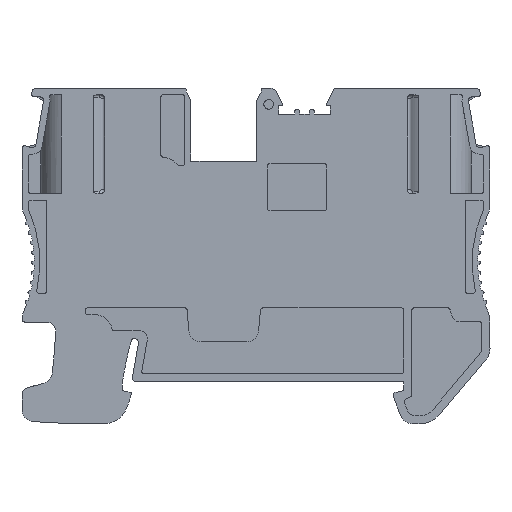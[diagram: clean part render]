
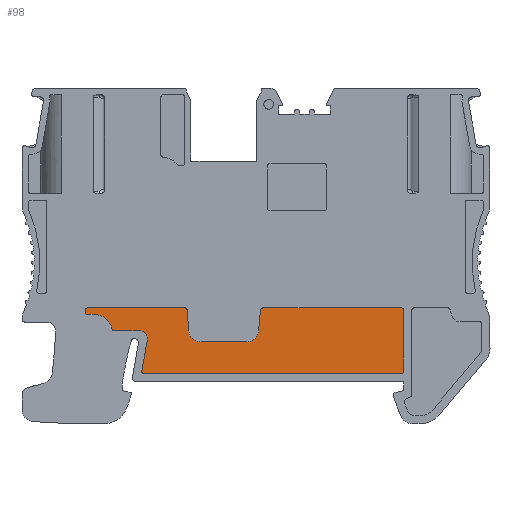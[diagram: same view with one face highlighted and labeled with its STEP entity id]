
A CAD part, left-side view. The second image highlights one B-rep face of the part: STEP entity #98.
In plain terms, the highlighted planar face has unit normal (-1, 0, 0).
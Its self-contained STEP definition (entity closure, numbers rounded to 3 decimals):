
#98=ADVANCED_FACE('',(#1260),#1262,.T.);
#1260=FACE_BOUND('',#1261,.T.);
#1261=EDGE_LOOP('',(#8774,#8775,#8776,#8777,#8778,#8779,#8780,#8781,#8782,#8783,
#8784,#8785,#8786,#8787,#8788,#8789,#8790,#8791,#8792,#8793,#8794,#8795,#8796));
#1262=PLANE('',#1263);
#1263=AXIS2_PLACEMENT_3D('',#1264,#1265,#1266);
#1264=CARTESIAN_POINT('',(-5.552,-54.216,7.624));
#1265=DIRECTION('',(-1.,0.,0.));
#1266=DIRECTION('',(0.,0.,1.));
#8774=ORIENTED_EDGE('',*,*,#13193,.F.);
#8775=ORIENTED_EDGE('',*,*,#13194,.T.);
#8776=ORIENTED_EDGE('',*,*,#13195,.F.);
#8777=ORIENTED_EDGE('',*,*,#13196,.T.);
#8778=ORIENTED_EDGE('',*,*,#13197,.F.);
#8779=ORIENTED_EDGE('',*,*,#13198,.F.);
#8780=ORIENTED_EDGE('',*,*,#13199,.F.);
#8781=ORIENTED_EDGE('',*,*,#13200,.F.);
#8782=ORIENTED_EDGE('',*,*,#13201,.F.);
#8783=ORIENTED_EDGE('',*,*,#13202,.F.);
#8784=ORIENTED_EDGE('',*,*,#12917,.T.);
#8785=ORIENTED_EDGE('',*,*,#13203,.T.);
#8786=ORIENTED_EDGE('',*,*,#13204,.T.);
#8787=ORIENTED_EDGE('',*,*,#13205,.T.);
#8788=ORIENTED_EDGE('',*,*,#13206,.T.);
#8789=ORIENTED_EDGE('',*,*,#13207,.F.);
#8790=ORIENTED_EDGE('',*,*,#13208,.T.);
#8791=ORIENTED_EDGE('',*,*,#13209,.T.);
#8792=ORIENTED_EDGE('',*,*,#13210,.T.);
#8793=ORIENTED_EDGE('',*,*,#13211,.T.);
#8794=ORIENTED_EDGE('',*,*,#13212,.T.);
#8795=ORIENTED_EDGE('',*,*,#13213,.T.);
#8796=ORIENTED_EDGE('',*,*,#13214,.T.);
#12917=EDGE_CURVE('',#15143,#15141,#15144,.T.);
#13193=EDGE_CURVE('',#15691,#15692,#15693,.T.);
#13194=EDGE_CURVE('',#15691,#15694,#15695,.T.);
#13195=EDGE_CURVE('',#15696,#15694,#15697,.T.);
#13196=EDGE_CURVE('',#15696,#15698,#15699,.T.);
#13197=EDGE_CURVE('',#15700,#15698,#15701,.T.);
#13198=EDGE_CURVE('',#15702,#15700,#15703,.T.);
#13199=EDGE_CURVE('',#15704,#15702,#15705,.T.);
#13200=EDGE_CURVE('',#15706,#15704,#15707,.T.);
#13201=EDGE_CURVE('',#15708,#15706,#15709,.T.);
#13202=EDGE_CURVE('',#15143,#15708,#15710,.T.);
#13203=EDGE_CURVE('',#15141,#15711,#15712,.T.);
#13204=EDGE_CURVE('',#15711,#15713,#15714,.T.);
#13205=EDGE_CURVE('',#15713,#15715,#15716,.T.);
#13206=EDGE_CURVE('',#15715,#15717,#15718,.T.);
#13207=EDGE_CURVE('',#15719,#15717,#15720,.T.);
#13208=EDGE_CURVE('',#15719,#15721,#15722,.T.);
#13209=EDGE_CURVE('',#15721,#15723,#15724,.T.);
#13210=EDGE_CURVE('',#15723,#15725,#15726,.T.);
#13211=EDGE_CURVE('',#15725,#15727,#15728,.T.);
#13212=EDGE_CURVE('',#15727,#15729,#15730,.T.);
#13213=EDGE_CURVE('',#15729,#15731,#15732,.T.);
#13214=EDGE_CURVE('',#15731,#15692,#15733,.T.);
#15141=VERTEX_POINT('',#19108);
#15143=VERTEX_POINT('',#19112);
#15144=CIRCLE('',#19113,0.3);
#15691=VERTEX_POINT('',#21258);
#15692=VERTEX_POINT('',#21259);
#15693=LINE('',#21260,#21261);
#15694=VERTEX_POINT('',#21263);
#15695=CIRCLE('',#21264,0.3);
#15696=VERTEX_POINT('',#21268);
#15697=LINE('',#21269,#21270);
#15698=VERTEX_POINT('',#21272);
#15699=CIRCLE('',#21273,0.3);
#15700=VERTEX_POINT('',#21277);
#15701=LINE('',#21278,#21279);
#15702=VERTEX_POINT('',#21281);
#15703=CIRCLE('',#21282,2.2);
#15704=VERTEX_POINT('',#21286);
#15705=CIRCLE('',#21287,0.3);
#15706=VERTEX_POINT('',#21291);
#15707=LINE('',#21292,#21293);
#15708=VERTEX_POINT('',#21295);
#15709=CIRCLE('',#21296,1.);
#15710=LINE('',#21300,#21301);
#15711=VERTEX_POINT('',#21303);
#15712=LINE('',#21304,#21305);
#15713=VERTEX_POINT('',#21307);
#15714=CIRCLE('',#21308,0.3);
#15715=VERTEX_POINT('',#21312);
#15716=LINE('',#21313,#21314);
#15717=VERTEX_POINT('',#21316);
#15718=CIRCLE('',#21317,0.3);
#15719=VERTEX_POINT('',#21321);
#15720=LINE('',#21322,#21323);
#15721=VERTEX_POINT('',#21325);
#15722=CIRCLE('',#21326,0.3);
#15723=VERTEX_POINT('',#21330);
#15724=LINE('',#21331,#21332);
#15725=VERTEX_POINT('',#21334);
#15726=CIRCLE('',#21335,1.5);
#15727=VERTEX_POINT('',#21339);
#15728=LINE('',#21340,#21341);
#15729=VERTEX_POINT('',#21343);
#15730=CIRCLE('',#21344,1.5);
#15731=VERTEX_POINT('',#21348);
#15732=LINE('',#21349,#21350);
#15733=CIRCLE('',#21352,0.3);
#19108=CARTESIAN_POINT('',(-5.552,-17.148,9.2));
#19112=CARTESIAN_POINT('',(-5.552,-16.853,9.552));
#19113=AXIS2_PLACEMENT_3D('',#19114,#19115,#19116);
#19114=CARTESIAN_POINT('',(-5.552,-17.148,9.5));
#19115=DIRECTION('',(-1.,0.,0.));
#19116=DIRECTION('',(0.,0.985,0.174));
#21258=CARTESIAN_POINT('',(-5.552,-10.152,17.3));
#21259=CARTESIAN_POINT('',(-5.552,-22.13,17.3));
#21260=CARTESIAN_POINT('',(-5.552,-10.152,17.3));
#21261=VECTOR('',#21262,1.);
#21262=DIRECTION('',(0.,-1.,0.));
#21263=CARTESIAN_POINT('',(-5.552,-9.852,17.));
#21264=AXIS2_PLACEMENT_3D('',#21265,#21266,#21267);
#21265=CARTESIAN_POINT('',(-5.552,-10.152,17.));
#21266=DIRECTION('',(-1.,0.,0.));
#21267=DIRECTION('',(0.,0.,1.));
#21268=CARTESIAN_POINT('',(-5.552,-9.852,16.8));
#21269=CARTESIAN_POINT('',(-5.552,-9.852,16.8));
#21270=VECTOR('',#21271,1.);
#21271=DIRECTION('',(0.,0.,1.));
#21272=CARTESIAN_POINT('',(-5.552,-10.152,16.5));
#21273=AXIS2_PLACEMENT_3D('',#21274,#21275,#21276);
#21274=CARTESIAN_POINT('',(-5.552,-10.152,16.8));
#21275=DIRECTION('',(-1.,0.,0.));
#21276=DIRECTION('',(0.,1.,0.));
#21277=CARTESIAN_POINT('',(-5.552,-11.005,16.5));
#21278=CARTESIAN_POINT('',(-5.552,-11.005,16.5));
#21279=VECTOR('',#21280,1.);
#21280=DIRECTION('',(0.,1.,0.));
#21281=CARTESIAN_POINT('',(-5.552,-13.161,14.74));
#21282=AXIS2_PLACEMENT_3D('',#21283,#21284,#21285);
#21283=CARTESIAN_POINT('',(-5.552,-11.005,14.3));
#21284=DIRECTION('',(-1.,0.,0.));
#21285=DIRECTION('',(0.,-0.98,0.2));
#21286=CARTESIAN_POINT('',(-5.552,-13.455,14.5));
#21287=AXIS2_PLACEMENT_3D('',#21288,#21289,#21290);
#21288=CARTESIAN_POINT('',(-5.552,-13.455,14.8));
#21289=DIRECTION('',(1.,0.,0.));
#21290=DIRECTION('',(0.,0.,-1.));
#21291=CARTESIAN_POINT('',(-5.552,-16.533,14.5));
#21292=CARTESIAN_POINT('',(-5.552,-16.533,14.5));
#21293=VECTOR('',#21294,1.);
#21294=DIRECTION('',(0.,1.,0.));
#21295=CARTESIAN_POINT('',(-5.552,-17.518,13.326));
#21296=AXIS2_PLACEMENT_3D('',#21297,#21298,#21299);
#21297=CARTESIAN_POINT('',(-5.552,-16.533,13.5));
#21298=DIRECTION('',(-1.,0.,0.));
#21299=DIRECTION('',(0.,-0.985,-0.174));
#21300=CARTESIAN_POINT('',(-5.552,-16.853,9.552));
#21301=VECTOR('',#21302,1.);
#21302=DIRECTION('',(0.,-0.174,0.985));
#21303=CARTESIAN_POINT('',(-5.552,-48.852,9.2));
#21304=CARTESIAN_POINT('',(-5.552,-17.148,9.2));
#21305=VECTOR('',#21306,1.);
#21306=DIRECTION('',(0.,-1.,0.));
#21307=CARTESIAN_POINT('',(-5.552,-49.152,9.5));
#21308=AXIS2_PLACEMENT_3D('',#21309,#21310,#21311);
#21309=CARTESIAN_POINT('',(-5.552,-48.852,9.5));
#21310=DIRECTION('',(-1.,0.,0.));
#21311=DIRECTION('',(0.,0.,-1.));
#21312=CARTESIAN_POINT('',(-5.552,-49.152,17.));
#21313=CARTESIAN_POINT('',(-5.552,-49.152,9.5));
#21314=VECTOR('',#21315,1.);
#21315=DIRECTION('',(0.,0.,1.));
#21316=CARTESIAN_POINT('',(-5.552,-48.852,17.3));
#21317=AXIS2_PLACEMENT_3D('',#21318,#21319,#21320);
#21318=CARTESIAN_POINT('',(-5.552,-48.852,17.));
#21319=DIRECTION('',(-1.,0.,0.));
#21320=DIRECTION('',(0.,-1.,0.));
#21321=CARTESIAN_POINT('',(-5.552,-31.773,17.3));
#21322=CARTESIAN_POINT('',(-5.552,-31.773,17.3));
#21323=VECTOR('',#21324,1.);
#21324=DIRECTION('',(0.,-1.,0.));
#21325=CARTESIAN_POINT('',(-5.552,-31.475,17.026));
#21326=AXIS2_PLACEMENT_3D('',#21327,#21328,#21329);
#21327=CARTESIAN_POINT('',(-5.552,-31.773,17.));
#21328=DIRECTION('',(-1.,0.,0.));
#21329=DIRECTION('',(0.,0.,1.));
#21330=CARTESIAN_POINT('',(-5.552,-31.251,14.469));
#21331=CARTESIAN_POINT('',(-5.552,-31.475,17.026));
#21332=VECTOR('',#21333,1.);
#21333=DIRECTION('',(0.,0.087,-0.996));
#21334=CARTESIAN_POINT('',(-5.552,-29.756,13.1));
#21335=AXIS2_PLACEMENT_3D('',#21336,#21337,#21338);
#21336=CARTESIAN_POINT('',(-5.552,-29.756,14.6));
#21337=DIRECTION('',(1.,0.,0.));
#21338=DIRECTION('',(0.,-0.996,-0.087));
#21339=CARTESIAN_POINT('',(-5.552,-24.147,13.1));
#21340=CARTESIAN_POINT('',(-5.552,-29.756,13.1));
#21341=VECTOR('',#21342,1.);
#21342=DIRECTION('',(0.,1.,0.));
#21343=CARTESIAN_POINT('',(-5.552,-22.652,14.469));
#21344=AXIS2_PLACEMENT_3D('',#21345,#21346,#21347);
#21345=CARTESIAN_POINT('',(-5.552,-24.147,14.6));
#21346=DIRECTION('',(1.,0.,0.));
#21347=DIRECTION('',(0.,0.,-1.));
#21348=CARTESIAN_POINT('',(-5.552,-22.429,17.026));
#21349=CARTESIAN_POINT('',(-5.552,-22.652,14.469));
#21350=VECTOR('',#21351,1.);
#21351=DIRECTION('',(0.,0.087,0.996));
#21352=AXIS2_PLACEMENT_3D('',#21353,#21354,#21355);
#21353=CARTESIAN_POINT('',(-5.552,-22.13,17.));
#21354=DIRECTION('',(-1.,0.,0.));
#21355=DIRECTION('',(0.,-0.996,0.087));
